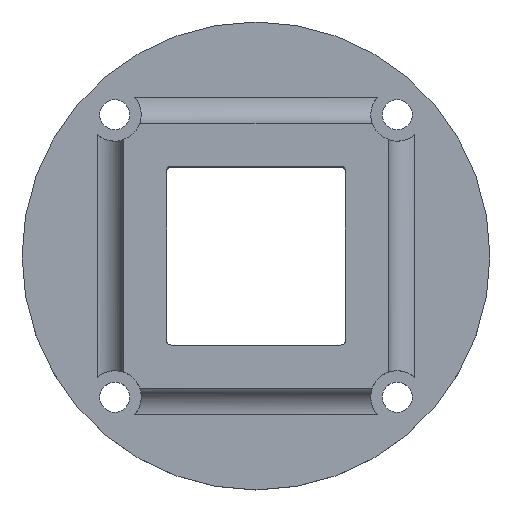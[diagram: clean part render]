
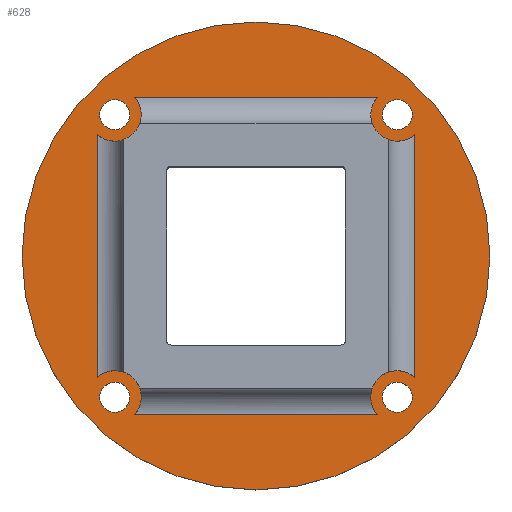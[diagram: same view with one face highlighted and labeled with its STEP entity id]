
A CAD part, top view. The second image highlights one B-rep face of the part: STEP entity #628.
In plain terms, the highlighted planar face has unit normal (0, 0, 1).
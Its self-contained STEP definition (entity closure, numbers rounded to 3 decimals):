
#34=FACE_BOUND('',#127,.T.);
#35=FACE_BOUND('',#128,.T.);
#36=FACE_BOUND('',#129,.T.);
#37=FACE_BOUND('',#130,.T.);
#38=FACE_BOUND('',#131,.T.);
#50=PLANE('',#718);
#83=FACE_OUTER_BOUND('',#126,.T.);
#126=EDGE_LOOP('',(#559));
#127=EDGE_LOOP('',(#560));
#128=EDGE_LOOP('',(#561));
#129=EDGE_LOOP('',(#562));
#130=EDGE_LOOP('',(#563));
#131=EDGE_LOOP('',(#564,#565,#566,#567,#568,#569,#570,#571));
#158=LINE('',#1027,#203);
#163=LINE('',#1064,#208);
#168=LINE('',#1101,#213);
#173=LINE('',#1138,#218);
#203=VECTOR('',#828,10.);
#208=VECTOR('',#837,10.);
#213=VECTOR('',#846,10.);
#218=VECTOR('',#855,10.);
#240=CIRCLE('',#682,1.7);
#242=CIRCLE('',#685,1.7);
#244=CIRCLE('',#688,1.7);
#246=CIRCLE('',#691,1.7);
#248=CIRCLE('',#702,3.);
#250=CIRCLE('',#705,3.);
#252=CIRCLE('',#708,3.);
#254=CIRCLE('',#711,3.);
#257=CIRCLE('',#717,26.5);
#282=VERTEX_POINT('',#974);
#284=VERTEX_POINT('',#980);
#286=VERTEX_POINT('',#986);
#288=VERTEX_POINT('',#992);
#290=VERTEX_POINT('',#998);
#293=VERTEX_POINT('',#1014);
#296=VERTEX_POINT('',#1035);
#299=VERTEX_POINT('',#1051);
#302=VERTEX_POINT('',#1072);
#305=VERTEX_POINT('',#1088);
#308=VERTEX_POINT('',#1109);
#311=VERTEX_POINT('',#1125);
#315=VERTEX_POINT('',#1163);
#351=EDGE_CURVE('',#282,#282,#240,.T.);
#354=EDGE_CURVE('',#284,#284,#242,.T.);
#357=EDGE_CURVE('',#286,#286,#244,.T.);
#360=EDGE_CURVE('',#288,#288,#246,.T.);
#366=EDGE_CURVE('',#293,#290,#158,.T.);
#373=EDGE_CURVE('',#299,#296,#163,.T.);
#380=EDGE_CURVE('',#305,#302,#168,.T.);
#387=EDGE_CURVE('',#311,#308,#173,.T.);
#391=EDGE_CURVE('',#311,#296,#248,.T.);
#393=EDGE_CURVE('',#299,#290,#250,.T.);
#395=EDGE_CURVE('',#293,#302,#252,.T.);
#397=EDGE_CURVE('',#305,#308,#254,.T.);
#401=EDGE_CURVE('',#315,#315,#257,.T.);
#559=ORIENTED_EDGE('',*,*,#401,.T.);
#560=ORIENTED_EDGE('',*,*,#351,.T.);
#561=ORIENTED_EDGE('',*,*,#354,.T.);
#562=ORIENTED_EDGE('',*,*,#357,.T.);
#563=ORIENTED_EDGE('',*,*,#360,.T.);
#564=ORIENTED_EDGE('',*,*,#395,.T.);
#565=ORIENTED_EDGE('',*,*,#380,.F.);
#566=ORIENTED_EDGE('',*,*,#397,.T.);
#567=ORIENTED_EDGE('',*,*,#387,.F.);
#568=ORIENTED_EDGE('',*,*,#391,.T.);
#569=ORIENTED_EDGE('',*,*,#373,.F.);
#570=ORIENTED_EDGE('',*,*,#393,.T.);
#571=ORIENTED_EDGE('',*,*,#366,.F.);
#628=ADVANCED_FACE('',(#83,#34,#35,#36,#37,#38),#50,.T.);
#682=AXIS2_PLACEMENT_3D('',#975,#799,#800);
#685=AXIS2_PLACEMENT_3D('',#981,#806,#807);
#688=AXIS2_PLACEMENT_3D('',#987,#813,#814);
#691=AXIS2_PLACEMENT_3D('',#993,#820,#821);
#702=AXIS2_PLACEMENT_3D('',#1146,#863,#864);
#705=AXIS2_PLACEMENT_3D('',#1149,#869,#870);
#708=AXIS2_PLACEMENT_3D('',#1152,#875,#876);
#711=AXIS2_PLACEMENT_3D('',#1155,#881,#882);
#717=AXIS2_PLACEMENT_3D('',#1164,#894,#895);
#718=AXIS2_PLACEMENT_3D('',#1166,#897,#898);
#799=DIRECTION('center_axis',(0.,0.,-1.));
#800=DIRECTION('ref_axis',(1.,0.,0.));
#806=DIRECTION('center_axis',(0.,0.,-1.));
#807=DIRECTION('ref_axis',(1.,0.,0.));
#813=DIRECTION('center_axis',(0.,0.,-1.));
#814=DIRECTION('ref_axis',(1.,0.,0.));
#820=DIRECTION('center_axis',(0.,0.,-1.));
#821=DIRECTION('ref_axis',(1.,0.,0.));
#828=DIRECTION('',(0.,-1.,0.));
#837=DIRECTION('',(1.,0.,0.));
#846=DIRECTION('',(-1.,0.,0.));
#855=DIRECTION('',(0.,1.,0.));
#863=DIRECTION('center_axis',(0.,0.,1.));
#864=DIRECTION('ref_axis',(-1.,0.,0.));
#869=DIRECTION('center_axis',(0.,0.,1.));
#870=DIRECTION('ref_axis',(-1.,0.,0.));
#875=DIRECTION('center_axis',(0.,0.,1.));
#876=DIRECTION('ref_axis',(-1.,0.,0.));
#881=DIRECTION('center_axis',(0.,0.,1.));
#882=DIRECTION('ref_axis',(-1.,0.,0.));
#894=DIRECTION('center_axis',(0.,0.,1.));
#895=DIRECTION('ref_axis',(1.,0.,0.));
#897=DIRECTION('center_axis',(0.,0.,1.));
#898=DIRECTION('ref_axis',(1.,0.,0.));
#974=CARTESIAN_POINT('',(14.3,-16.,42.));
#975=CARTESIAN_POINT('Origin',(16.,-16.,42.));
#980=CARTESIAN_POINT('',(-17.7,-16.,42.));
#981=CARTESIAN_POINT('Origin',(-16.,-16.,42.));
#986=CARTESIAN_POINT('',(14.3,16.,42.));
#987=CARTESIAN_POINT('Origin',(16.,16.,42.));
#992=CARTESIAN_POINT('',(-17.7,16.,42.));
#993=CARTESIAN_POINT('Origin',(-16.,16.,42.));
#998=CARTESIAN_POINT('',(-18.,-13.764,42.));
#1014=CARTESIAN_POINT('',(-18.,13.764,42.));
#1027=CARTESIAN_POINT('',(-18.,6.586,42.));
#1035=CARTESIAN_POINT('',(13.764,-18.,42.));
#1051=CARTESIAN_POINT('',(-13.764,-18.,42.));
#1064=CARTESIAN_POINT('',(-6.586,-18.,42.));
#1072=CARTESIAN_POINT('',(-13.764,18.,42.));
#1088=CARTESIAN_POINT('',(13.764,18.,42.));
#1101=CARTESIAN_POINT('',(6.586,18.,42.));
#1109=CARTESIAN_POINT('',(18.,13.764,42.));
#1125=CARTESIAN_POINT('',(18.,-13.764,42.));
#1138=CARTESIAN_POINT('',(18.,-6.586,42.));
#1146=CARTESIAN_POINT('Origin',(16.,-16.,42.));
#1149=CARTESIAN_POINT('Origin',(-16.,-16.,42.));
#1152=CARTESIAN_POINT('Origin',(-16.,16.,42.));
#1155=CARTESIAN_POINT('Origin',(16.,16.,42.));
#1163=CARTESIAN_POINT('',(-26.5,0.,42.));
#1164=CARTESIAN_POINT('Origin',(0.,0.,42.));
#1166=CARTESIAN_POINT('Origin',(0.,0.,42.));
